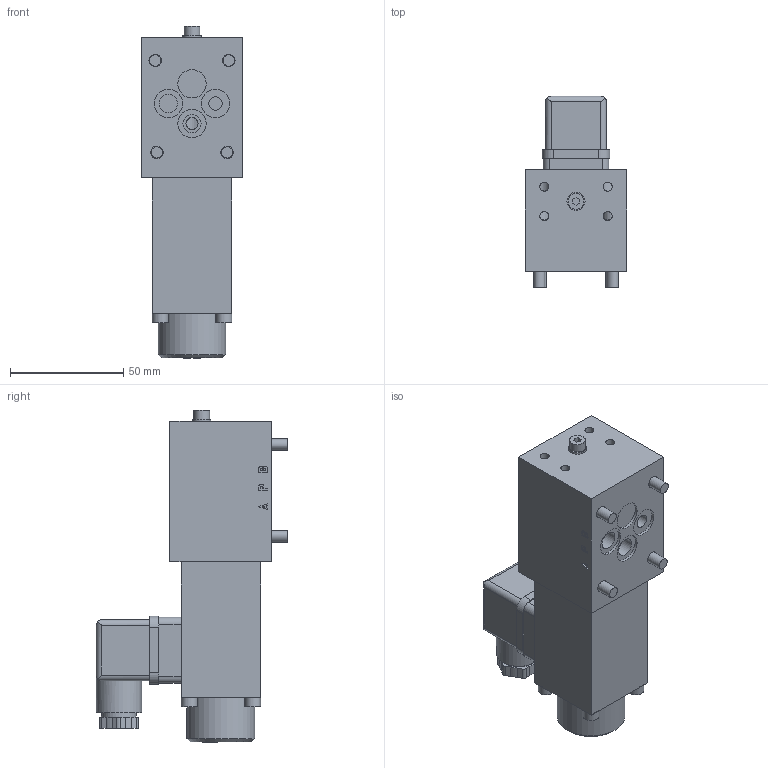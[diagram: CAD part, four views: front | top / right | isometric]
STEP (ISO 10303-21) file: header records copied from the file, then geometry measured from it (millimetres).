
FILE_DESCRIPTION( ( 'STEP AP214' ), '1' );
FILE_NAME( 'NBVP Z_R DIRECTIONAL POPPET VALVE .stp', '2019-09-19T09:20:04', ( '' ), ( '' ), ' ', 'PARTsolutions', ' ' );
FILE_SCHEMA( ( 'AUTOMOTIVE_DESIGN { 1 0 10303 214 1 1 1 1 }' ) );
Length unit declared in the file: millimetre
Products named in the file (6): 220337647 HAWE NBVP 16 R(Z; S; Y, B) /2 - G; _HAWE ZylSc DIN4762 M5x30; _HAWE M4x6_6; _HAWE Magnet-MG; _HAWE ZylSc DIN4762 M4x65_2a; _HAWE Stecker MSD3 (DIN)0
Assembly tree (12 placements, depth 2):
  220337647 HAWE NBVP 16 R(Z; S; Y, B) /2 - G
    #381
    _HAWE ZylSc DIN4762 M5x30  x4
    _HAWE M4x6_6
    _HAWE Magnet-MG
    _HAWE ZylSc DIN4762 M4x65_2a  x4
    _HAWE Stecker MSD3 (DIN)0
Bounding box: 45 x 84.5 x 146.5 mm (x, y, z)
Volume: 233260.3 mm3; surface area: 54322.1 mm2
Topology: 12 solids, 12 shells, 330 faces, 761 edges, 510 vertices
Faces by surface type: plane 221, cylinder 107, cone 2
Full cylindrical faces by diameter (mm): 4 x15, 4.1 x4, 5 x5, 5.3 x1, 5.5 x4, 6 x3, 7 x5, 7.1 x1, 8 x4, 8.5 x4, 9 x4, 9.2 x1, 10 x1, 11.5 x1, 12 x1, 12.5 x5, 14 x2, 15.4 x1, 19 x2, 20 x1, 30 x1
Entity records: 9719 total; most frequent: CARTESIAN_POINT 1665, DIRECTION 1237, ORIENTED_EDGE 1070, EDGE_CURVE 535, AXIS2_PLACEMENT_3D 450, VERTEX_POINT 390, EDGE_LOOP 389, LINE 337
